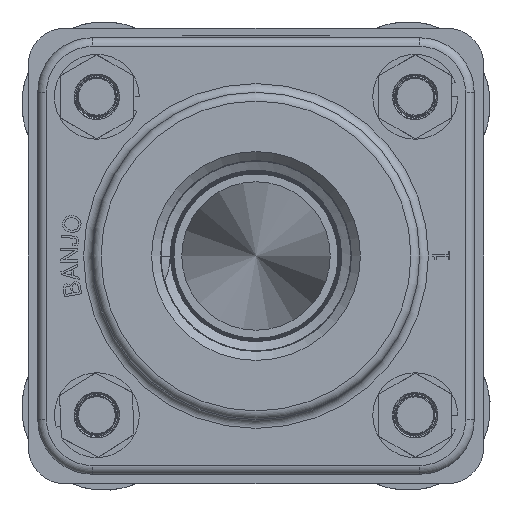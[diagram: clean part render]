
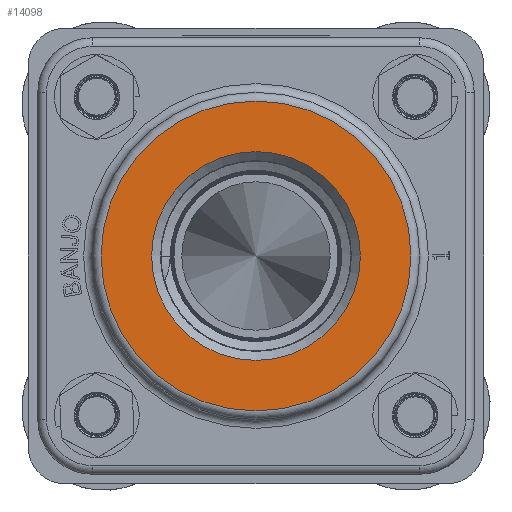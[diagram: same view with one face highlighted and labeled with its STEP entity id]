
A CAD part, left-side view. The second image highlights one B-rep face of the part: STEP entity #14098.
In plain terms, the highlighted face is planar.
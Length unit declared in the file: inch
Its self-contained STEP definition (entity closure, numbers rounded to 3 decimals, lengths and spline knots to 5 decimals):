
#531=FACE_BOUND('',#2450,.T.);
#893=PLANE('',#15286);
#1587=FACE_OUTER_BOUND('',#2449,.T.);
#2449=EDGE_LOOP('',(#12759,#12760));
#2450=EDGE_LOOP('',(#12761));
#2897=CIRCLE('',#15276,1.065);
#2902=CIRCLE('',#15281,1.065);
#2906=CIRCLE('',#15287,0.7175);
#7025=VERTEX_POINT('',#28502);
#7026=VERTEX_POINT('',#28503);
#7033=VERTEX_POINT('',#28522);
#8959=EDGE_CURVE('',#7025,#7026,#2897,.T.);
#8964=EDGE_CURVE('',#7026,#7025,#2902,.T.);
#8969=EDGE_CURVE('',#7033,#7033,#2906,.T.);
#12759=ORIENTED_EDGE('',*,*,#8959,.F.);
#12760=ORIENTED_EDGE('',*,*,#8964,.F.);
#12761=ORIENTED_EDGE('',*,*,#8969,.F.);
#14098=ADVANCED_FACE('',(#1587,#531),#893,.T.);
#15276=AXIS2_PLACEMENT_3D('',#28504,#18320,#18321);
#15281=AXIS2_PLACEMENT_3D('',#28512,#18330,#18331);
#15286=AXIS2_PLACEMENT_3D('',#28521,#18341,#18342);
#15287=AXIS2_PLACEMENT_3D('',#28523,#18343,#18344);
#18320=DIRECTION('center_axis',(-1.,0.,0.));
#18321=DIRECTION('ref_axis',(0.,-1.,0.));
#18330=DIRECTION('center_axis',(-1.,0.,0.));
#18331=DIRECTION('ref_axis',(0.,-1.,0.));
#18341=DIRECTION('center_axis',(1.,0.,0.));
#18342=DIRECTION('ref_axis',(0.,0.,-1.));
#18343=DIRECTION('center_axis',(1.,0.,0.));
#18344=DIRECTION('ref_axis',(0.,-1.,0.));
#28502=CARTESIAN_POINT('',(1.15,1.065,0.));
#28503=CARTESIAN_POINT('',(1.15,0.,1.065));
#28504=CARTESIAN_POINT('Origin',(1.15,0.,0.));
#28512=CARTESIAN_POINT('Origin',(1.15,0.,0.));
#28521=CARTESIAN_POINT('Origin',(1.15,0.6575,0.));
#28522=CARTESIAN_POINT('',(1.15,0.7175,0.));
#28523=CARTESIAN_POINT('Origin',(1.15,0.,0.));
